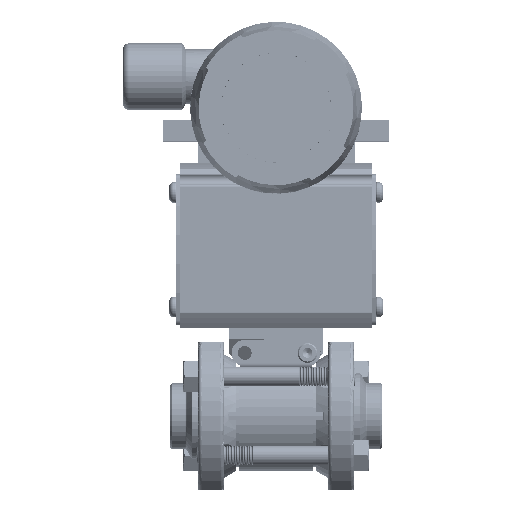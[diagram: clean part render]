
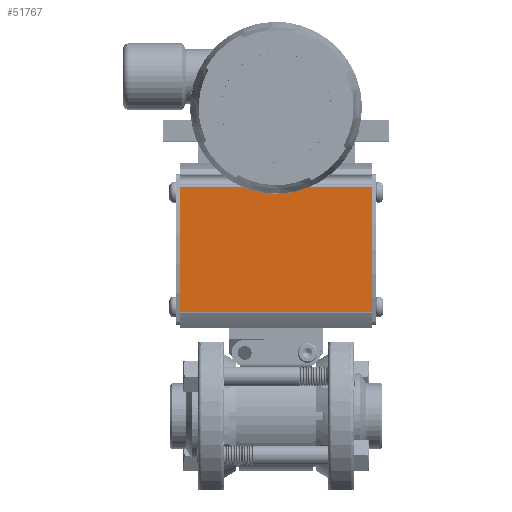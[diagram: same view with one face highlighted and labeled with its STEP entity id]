
A CAD part, top view. The second image highlights one B-rep face of the part: STEP entity #51767.
In plain terms, the highlighted planar face has unit normal (0, 0, 1).
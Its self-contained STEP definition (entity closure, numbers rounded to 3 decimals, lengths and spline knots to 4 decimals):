
#11817 = CARTESIAN_POINT ( 'NONE',  ( -5.0403, 3.6544, 1.17 ) ) ;
#20205 = ORIENTED_EDGE ( 'NONE', *, *, #93524, .T. ) ;
#24309 = VERTEX_POINT ( 'NONE', #175548 ) ;
#30977 = VECTOR ( 'NONE', #102856, 39.3701 ) ;
#32951 = VERTEX_POINT ( 'NONE', #212512 ) ;
#37445 = VECTOR ( 'NONE', #194347, 39.3701 ) ;
#51767 = ADVANCED_FACE ( 'NONE', ( #167342 ), #181292, .F. ) ;
#70744 = LINE ( 'NONE', #122145, #30977 ) ;
#75798 = EDGE_CURVE ( 'NONE', #148225, #147955, #101918, .T. ) ;
#76371 = LINE ( 'NONE', #178974, #81672 ) ;
#79972 = DIRECTION ( 'NONE',  ( 0., 0., -1. ) ) ;
#81672 = VECTOR ( 'NONE', #145051, 39.3701 ) ;
#82516 = LINE ( 'NONE', #210630, #37445 ) ;
#93524 = EDGE_CURVE ( 'NONE', #24309, #32951, #70744, .T. ) ;
#98562 = EDGE_CURVE ( 'NONE', #148225, #32951, #76371, .T. ) ;
#101918 = LINE ( 'NONE', #104144, #131078 ) ;
#102349 = EDGE_LOOP ( 'NONE', ( #170678, #128229, #113878, #20205 ) ) ;
#102856 = DIRECTION ( 'NONE',  ( 1., 0., 0. ) ) ;
#104144 = CARTESIAN_POINT ( 'NONE',  ( -5.0403, 3.6471, 1.17 ) ) ;
#113878 = ORIENTED_EDGE ( 'NONE', *, *, #149011, .F. ) ;
#117751 = CARTESIAN_POINT ( 'NONE',  ( -1.5275, 3.6471, 1.17 ) ) ;
#120091 = AXIS2_PLACEMENT_3D ( 'NONE', #11817, #79972, #198253 ) ;
#121261 = DIRECTION ( 'NONE',  ( -1., 0., 0. ) ) ;
#122145 = CARTESIAN_POINT ( 'NONE',  ( -5.0403, 1.6529, 1.17 ) ) ;
#128229 = ORIENTED_EDGE ( 'NONE', *, *, #75798, .T. ) ;
#131078 = VECTOR ( 'NONE', #121261, 39.3701 ) ;
#145051 = DIRECTION ( 'NONE',  ( 0., -1., 0. ) ) ;
#147955 = VERTEX_POINT ( 'NONE', #117751 ) ;
#148225 = VERTEX_POINT ( 'NONE', #209969 ) ;
#149011 = EDGE_CURVE ( 'NONE', #24309, #147955, #82516, .T. ) ;
#167342 = FACE_OUTER_BOUND ( 'NONE', #102349, .T. ) ;
#170678 = ORIENTED_EDGE ( 'NONE', *, *, #98562, .F. ) ;
#175548 = CARTESIAN_POINT ( 'NONE',  ( -1.5275, 1.6529, 1.17 ) ) ;
#178974 = CARTESIAN_POINT ( 'NONE',  ( 1.5275, 3.6544, 1.17 ) ) ;
#181292 = PLANE ( 'NONE',  #120091 ) ;
#194347 = DIRECTION ( 'NONE',  ( 0., 1., 0. ) ) ;
#198253 = DIRECTION ( 'NONE',  ( 0., -1., 0. ) ) ;
#209969 = CARTESIAN_POINT ( 'NONE',  ( 1.5275, 3.6471, 1.17 ) ) ;
#210630 = CARTESIAN_POINT ( 'NONE',  ( -1.5275, 3.6544, 1.17 ) ) ;
#212512 = CARTESIAN_POINT ( 'NONE',  ( 1.5275, 1.6529, 1.17 ) ) ;
